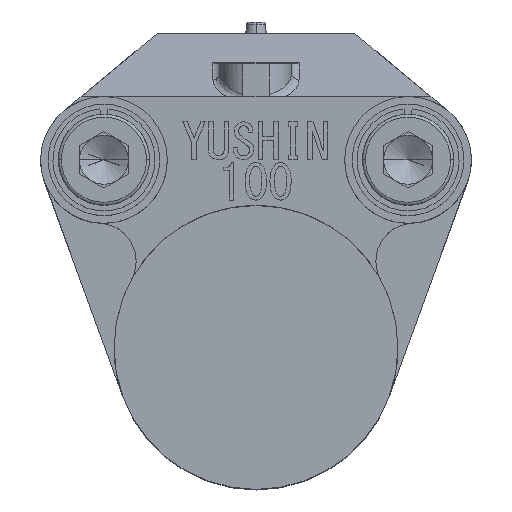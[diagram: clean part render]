
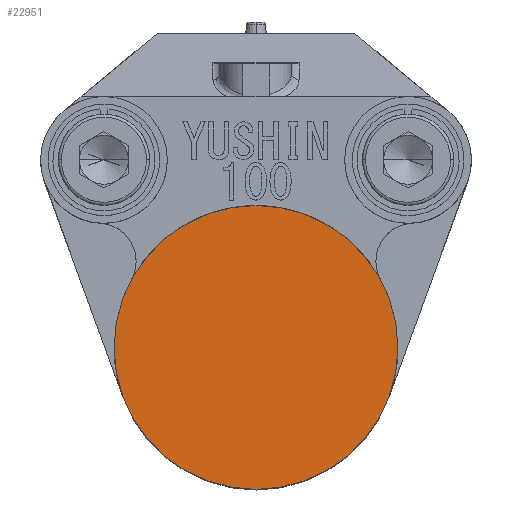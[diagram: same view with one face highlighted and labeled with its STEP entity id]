
A CAD part, top view. The second image highlights one B-rep face of the part: STEP entity #22951.
In plain terms, the highlighted planar face has unit normal (0, 0, 1).
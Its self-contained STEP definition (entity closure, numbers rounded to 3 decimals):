
#1148 = AXIS2_PLACEMENT_3D ( 'NONE', #18840, #12829, #21067 ) ;
#3916 = ORIENTED_EDGE ( 'NONE', *, *, #23847, .T. ) ;
#4589 = VERTEX_POINT ( 'NONE', #6495 ) ;
#4723 = CIRCLE ( 'NONE', #1148, 56. ) ;
#4802 = DIRECTION ( 'NONE',  ( 0., 0., 1. ) ) ;
#6495 = CARTESIAN_POINT ( 'NONE',  ( -56., 0., 60. ) ) ;
#6634 = CARTESIAN_POINT ( 'NONE',  ( 0., 0., 60. ) ) ;
#8988 = DIRECTION ( 'NONE',  ( 1., 0., 0. ) ) ;
#11782 = VERTEX_POINT ( 'NONE', #22447 ) ;
#12829 = DIRECTION ( 'NONE',  ( 0., 0., 1. ) ) ;
#12884 = PLANE ( 'NONE',  #24130 ) ;
#12972 = EDGE_CURVE ( 'NONE', #4589, #11782, #4723, .T. ) ;
#13149 = CARTESIAN_POINT ( 'NONE',  ( 0., 0., 60. ) ) ;
#15111 = DIRECTION ( 'NONE',  ( 0., 0., 1. ) ) ;
#15489 = EDGE_LOOP ( 'NONE', ( #23259, #3916 ) ) ;
#17896 = AXIS2_PLACEMENT_3D ( 'NONE', #13149, #4802, #8988 ) ;
#18840 = CARTESIAN_POINT ( 'NONE',  ( 0., 0., 60. ) ) ;
#21067 = DIRECTION ( 'NONE',  ( 1., 0., 0. ) ) ;
#22447 = CARTESIAN_POINT ( 'NONE',  ( 56., 0., 60. ) ) ;
#22951 = ADVANCED_FACE ( 'NONE', ( #23488 ), #12884, .T. ) ;
#23259 = ORIENTED_EDGE ( 'NONE', *, *, #12972, .T. ) ;
#23488 = FACE_OUTER_BOUND ( 'NONE', #15489, .T. ) ;
#23632 = DIRECTION ( 'NONE',  ( 1., 0., 0. ) ) ;
#23847 = EDGE_CURVE ( 'NONE', #11782, #4589, #24587, .T. ) ;
#24130 = AXIS2_PLACEMENT_3D ( 'NONE', #6634, #15111, #23632 ) ;
#24587 = CIRCLE ( 'NONE', #17896, 56. ) ;
